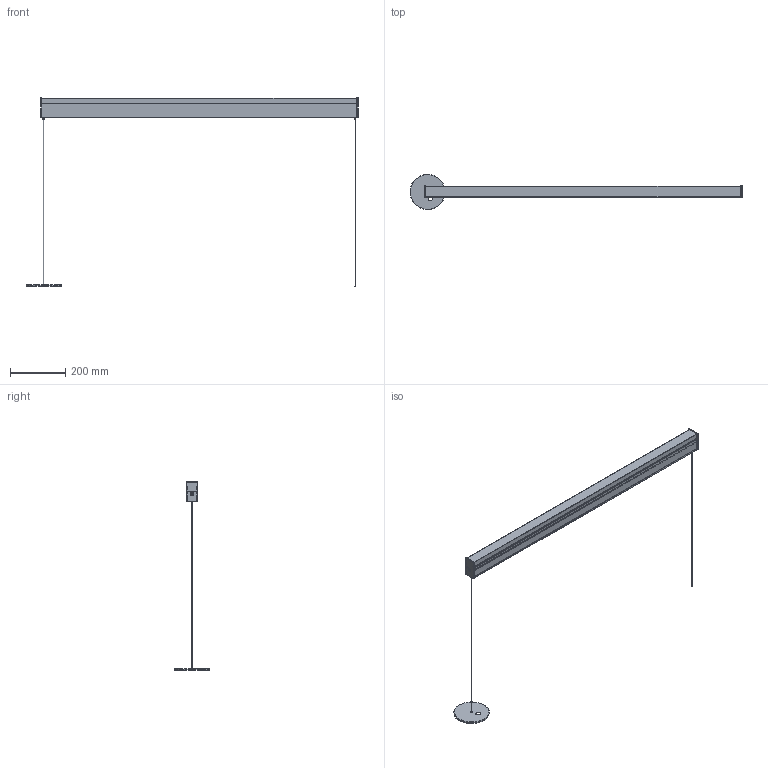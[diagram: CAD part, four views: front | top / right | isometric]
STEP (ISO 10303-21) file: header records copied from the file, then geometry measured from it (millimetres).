
FILE_DESCRIPTION(/* description */ (''),/* implementation_level */ '2;1');
FILE_NAME(/* name */ 'USC-RDLBC4SDXXX_C-LEDBAR SUSP 4FT DIRECT LED.stp',/* time_stamp */ '2022-01-06T17:23:18-05:00',/* author */ (''),/* organization */ (''),/* preprocessor_version */ 'ST-DEVELOPER v16.7',/* originating_system */ 'SIEMENS PLM Software NX 1911',/* authorisation */ '');
FILE_SCHEMA (('AUTOMOTIVE_DESIGN { 1 0 10303 214 3 1 1 1 }'));
Length unit declared in the file: millimetre
Products named in the file (9): CY103-11589-S24_B-LEDBAR EXT 2GEN 4FT CUT ANO_MODEL; MY103-00042-S20_B-LEDBAR _KAO_ SUSP COVER 45 DIR MACH; USC-Y104-00001_--GRIPPER MICRO CABLE 3_64IN BOTTOM EXIT; Y101-11003_B-LEDBAR END CAP SQUARE UNFINISHED; CY202-10998-S24_C-LEDBAR DIFFUSER SQUARE 2GEN 4FT CUT; USC-X312-00044_A-SCREW MACH FT-CTS AL 5_64IN SS 6-32 X 3_4IN; Y102-11972_--CANOPY ROUND 5IN 0.40 CENTER HOLE .625 FEED HOLE WHITE; MY103-11589-S24_C-LEDBAR EXT 2GEN 4FT MACH_MODEL; USC-RDLBC4XDXXX_C-LEDBAR SUSP 4FT DIRECT LED
Assembly tree (11 placements, depth 3):
  USC-RDLBC4XDXXX_C-LEDBAR SUSP 4FT DIRECT LED
    Y102-11972_--CANOPY ROUND 5IN 0.40 CENTER HOLE .625 FEED HOLE WHITE
    MY103-11589-S24_C-LEDBAR EXT 2GEN 4FT MACH_MODEL
      CY103-11589-S24_B-LEDBAR EXT 2GEN 4FT CUT ANO_MODEL
    USC-X312-00044_A-SCREW MACH FT-CTS AL 5_64IN SS 6-32 X 3_4IN  x2
    CY202-10998-S24_C-LEDBAR DIFFUSER SQUARE 2GEN 4FT CUT
    Y101-11003_B-LEDBAR END CAP SQUARE UNFINISHED  x2
    USC-Y104-00001_--GRIPPER MICRO CABLE 3_64IN BOTTOM EXIT  x2
    MY103-00042-S20_B-LEDBAR _KAO_ SUSP COVER 45 DIR MACH
Bounding box: 1197.43 x 126.88 x 681.29 mm (x, y, z)
Volume: 554325.3 mm3; surface area: 683984 mm2
Topology: 12 solids, 14 shells, 713 faces, 1800 edges, 1125 vertices
Faces by surface type: cylinder 325, plane 215, cone 77, bspline 48, torus 42, sphere 4, extrusion 2
Full cylindrical faces by diameter (mm): 1.778 x6, 3.099 x2, 3.454 x2, 3.658 x4, 4.318 x20, 4.496 x4, 5.08 x2, 6.426 x2, 7.874 x2, 8.89 x1, 9.042 x2
Entity records: 19752 total; most frequent: CARTESIAN_POINT 8275, DIRECTION 2365, ORIENTED_EDGE 2282, EDGE_CURVE 1141, AXIS2_PLACEMENT_3D 908, VERTEX_POINT 753, EDGE_LOOP 606, VECTOR 549
